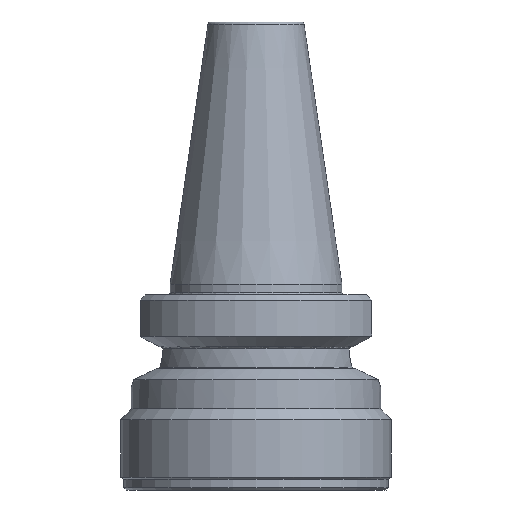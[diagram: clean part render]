
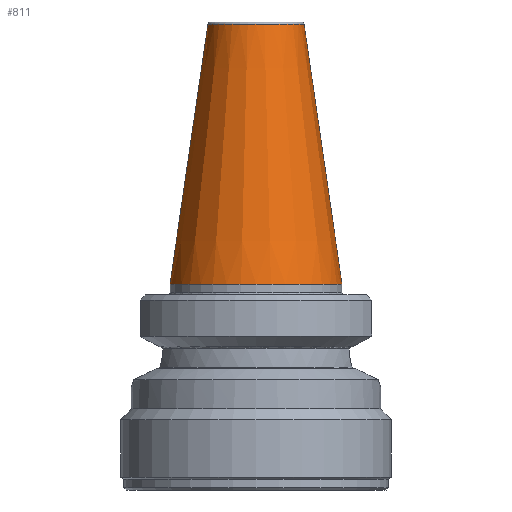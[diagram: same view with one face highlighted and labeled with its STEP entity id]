
A CAD part, front view. The second image highlights one B-rep face of the part: STEP entity #811.
In plain terms, the highlighted conical face has half-angle 8.297 degrees and reference radius 15.875 mm.
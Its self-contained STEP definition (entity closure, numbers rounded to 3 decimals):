
#803=VERTEX_POINT('NONE',#2354);
#811=ADVANCED_FACE('NONE',(#2363),#2364,.T.);
#1077=EDGE_CURVE('NONE',#1793,#803,#2660,.T.);
#1753=EDGE_CURVE('NONE',#2031,#1793,#3405,.T.);
#1793=VERTEX_POINT('NONE',#3452);
#1809=EDGE_CURVE('NONE',#2031,#2095,#3469,.T.);
#2031=VERTEX_POINT('NONE',#3708);
#2095=VERTEX_POINT('NONE',#3779);
#2327=EDGE_CURVE('NONE',#2095,#803,#4044,.T.);
#2354=CARTESIAN_POINT('',(15.875,0.,0.0));
#2363=FACE_OUTER_BOUND('',#4081,.T.);
#2364=CONICAL_SURFACE('',#4082,15.875,0.145);
#2660=CIRCLE('',#4577,15.875);
#3405=LINE('',#5766,#5767);
#3452=CARTESIAN_POINT('',(-15.875,0.,0.0));
#3469=CIRCLE('',#5854,8.879);
#3708=CARTESIAN_POINT('',(-8.879,0.,47.972));
#3779=CARTESIAN_POINT('',(8.879,0.,47.972));
#4044=LINE('',#6742,#6743);
#4081=EDGE_LOOP('',(#6762,#6763,#6764,#6765));
#4082=AXIS2_PLACEMENT_3D('',#6766,#6767,#6768);
#4577=AXIS2_PLACEMENT_3D('',#7136,#7137,#7138);
#5766=CARTESIAN_POINT('',(-15.875,0.,0.0));
#5767=VECTOR('',#7977,1000.0);
#5854=AXIS2_PLACEMENT_3D('',#8074,#8075,#8076);
#6742=CARTESIAN_POINT('',(15.875,0.,0.0));
#6743=VECTOR('',#8738,1000.0);
#6762=ORIENTED_EDGE('',*,*,#1809,.F.);
#6763=ORIENTED_EDGE('',*,*,#1753,.T.);
#6764=ORIENTED_EDGE('',*,*,#1077,.T.);
#6765=ORIENTED_EDGE('',*,*,#2327,.F.);
#6766=CARTESIAN_POINT('',(0.0,0.0,0.0));
#6767=DIRECTION('',(-0.0,0.0,-1.0));
#6768=DIRECTION('',(1.0,0.,-0.0));
#7136=CARTESIAN_POINT('',(0.0,0.0,0.0));
#7137=DIRECTION('',(0.0,0.0,1.0));
#7138=DIRECTION('',(-1.0,0.,0.0));
#7977=DIRECTION('',(-0.144,0.,-0.99));
#8074=CARTESIAN_POINT('',(0.0,0.0,47.972));
#8075=DIRECTION('',(0.0,0.0,1.0));
#8076=DIRECTION('',(-1.0,0.,0.0));
#8738=DIRECTION('',(0.144,0.,-0.99));
